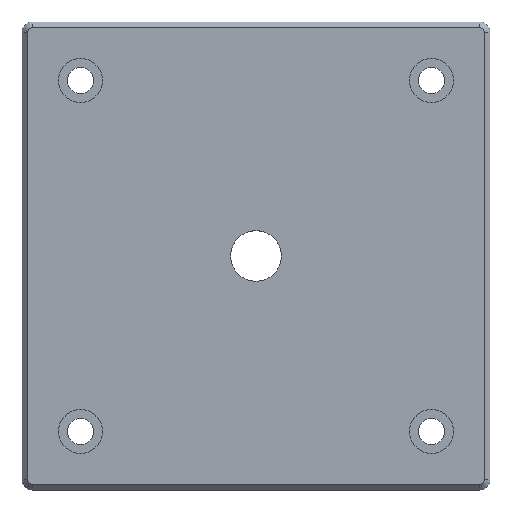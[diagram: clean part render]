
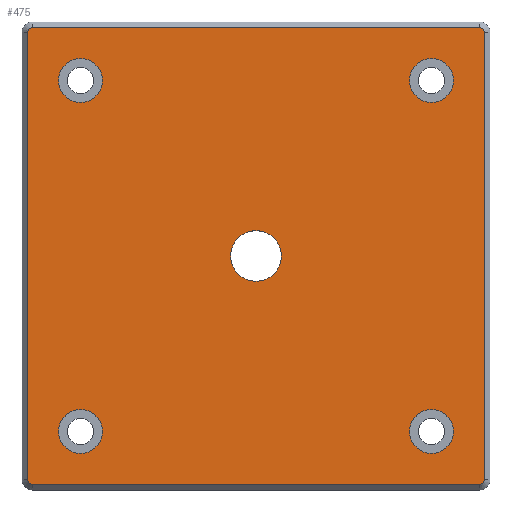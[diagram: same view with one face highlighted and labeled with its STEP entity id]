
A CAD part, top view. The second image highlights one B-rep face of the part: STEP entity #475.
In plain terms, the highlighted planar face has unit normal (0, 0, 1).
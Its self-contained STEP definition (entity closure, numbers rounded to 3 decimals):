
#51=CARTESIAN_POINT('',(76.5,-78.,7.5));
#52=VERTEX_POINT('',#51);
#59=CARTESIAN_POINT('',(-76.5,-78.0,7.5));
#60=VERTEX_POINT('',#59);
#61=CARTESIAN_POINT('',(76.5,-78.,7.5));
#62=DIRECTION('',(-1.0,0.0,0.0));
#63=VECTOR('',#62,153.0);
#64=LINE('',#61,#63);
#65=EDGE_CURVE('',#52,#60,#64,.T.);
#91=CARTESIAN_POINT('',(78.,-76.5,7.5));
#92=VERTEX_POINT('',#91);
#99=CARTESIAN_POINT('',(76.5,-76.5,7.5));
#100=DIRECTION('',(0.0,0.0,-1.));
#101=DIRECTION('',(0.707,-0.707,0.0));
#102=AXIS2_PLACEMENT_3D('',#99,#100,#101);
#103=CIRCLE('',#102,1.5);
#104=EDGE_CURVE('',#92,#52,#103,.T.);
#122=CARTESIAN_POINT('',(-78.,-76.5,7.5));
#123=VERTEX_POINT('',#122);
#140=CARTESIAN_POINT('',(-76.5,-76.5,7.5));
#141=DIRECTION('',(0.0,0.0,-1.));
#142=DIRECTION('',(-0.707,-0.707,0.0));
#143=AXIS2_PLACEMENT_3D('',#140,#141,#142);
#144=CIRCLE('',#143,1.5);
#145=EDGE_CURVE('',#60,#123,#144,.T.);
#157=CARTESIAN_POINT('',(78.,76.5,7.5));
#158=VERTEX_POINT('',#157);
#165=CARTESIAN_POINT('',(78.,76.5,7.5));
#166=DIRECTION('',(0.0,-1.0,0.0));
#167=VECTOR('',#166,153.);
#168=LINE('',#165,#167);
#169=EDGE_CURVE('',#158,#92,#168,.T.);
#186=CARTESIAN_POINT('',(-78.,76.5,7.5));
#187=VERTEX_POINT('',#186);
#203=CARTESIAN_POINT('',(-78.,-76.5,7.5));
#204=DIRECTION('',(0.0,1.0,0.0));
#205=VECTOR('',#204,153.0);
#206=LINE('',#203,#205);
#207=EDGE_CURVE('',#123,#187,#206,.T.);
#219=CARTESIAN_POINT('',(76.5,78.,7.5));
#220=VERTEX_POINT('',#219);
#227=CARTESIAN_POINT('',(76.5,76.5,7.5));
#228=DIRECTION('',(0.0,0.0,-1.));
#229=DIRECTION('',(0.707,0.707,0.0));
#230=AXIS2_PLACEMENT_3D('',#227,#228,#229);
#231=CIRCLE('',#230,1.5);
#232=EDGE_CURVE('',#220,#158,#231,.T.);
#250=CARTESIAN_POINT('',(-76.5,78.0,7.5));
#251=VERTEX_POINT('',#250);
#268=CARTESIAN_POINT('',(-76.5,76.5,7.5));
#269=DIRECTION('',(0.0,0.0,-1.0));
#270=DIRECTION('',(-0.707,0.707,0.0));
#271=AXIS2_PLACEMENT_3D('',#268,#269,#270);
#272=CIRCLE('',#271,1.5);
#273=EDGE_CURVE('',#187,#251,#272,.T.);
#291=CARTESIAN_POINT('',(-76.5,78.0,7.5));
#292=DIRECTION('',(1.0,0.0,0.0));
#293=VECTOR('',#292,153.0);
#294=LINE('',#291,#293);
#295=EDGE_CURVE('',#251,#220,#294,.T.);
#405=CARTESIAN_POINT('',(0.,0.,7.5));
#406=DIRECTION('',(0.0,0.0,1.0));
#407=DIRECTION('',(1.0,0.0,0.0));
#408=AXIS2_PLACEMENT_3D('',#405,#406,#407);
#409=PLANE('',#408);
#410=ORIENTED_EDGE('',*,*,#65,.F.);
#411=ORIENTED_EDGE('',*,*,#104,.F.);
#412=ORIENTED_EDGE('',*,*,#169,.F.);
#413=ORIENTED_EDGE('',*,*,#232,.F.);
#414=ORIENTED_EDGE('',*,*,#295,.F.);
#415=ORIENTED_EDGE('',*,*,#273,.F.);
#416=ORIENTED_EDGE('',*,*,#207,.F.);
#417=ORIENTED_EDGE('',*,*,#145,.F.);
#418=EDGE_LOOP('',(#410,#411,#412,#413,#414,#415,#416,#417));
#419=FACE_OUTER_BOUND('',#418,.T.);
#420=CARTESIAN_POINT('',(67.5,-60.,7.5));
#421=VERTEX_POINT('',#420);
#422=CARTESIAN_POINT('',(60.0,-60.,7.5));
#423=DIRECTION('',(0.0,0.0,-1.0));
#424=DIRECTION('',(1.0,0.0,0.0));
#425=AXIS2_PLACEMENT_3D('',#422,#423,#424);
#426=CIRCLE('',#425,7.5);
#427=EDGE_CURVE('',#421,#421,#426,.T.);
#428=ORIENTED_EDGE('',*,*,#427,.T.);
#429=EDGE_LOOP('',(#428));
#430=FACE_BOUND('',#429,.T.);
#431=CARTESIAN_POINT('',(-52.5,60.0,7.5));
#432=VERTEX_POINT('',#431);
#433=CARTESIAN_POINT('',(-60.,60.0,7.5));
#434=DIRECTION('',(0.0,0.0,-1.0));
#435=DIRECTION('',(1.0,0.0,0.0));
#436=AXIS2_PLACEMENT_3D('',#433,#434,#435);
#437=CIRCLE('',#436,7.5);
#438=EDGE_CURVE('',#432,#432,#437,.T.);
#439=ORIENTED_EDGE('',*,*,#438,.T.);
#440=EDGE_LOOP('',(#439));
#441=FACE_BOUND('',#440,.T.);
#442=CARTESIAN_POINT('',(-52.5,-60.0,7.5));
#443=VERTEX_POINT('',#442);
#444=CARTESIAN_POINT('',(-60.,-60.0,7.5));
#445=DIRECTION('',(0.0,0.0,-1.0));
#446=DIRECTION('',(1.0,0.0,0.0));
#447=AXIS2_PLACEMENT_3D('',#444,#445,#446);
#448=CIRCLE('',#447,7.5);
#449=EDGE_CURVE('',#443,#443,#448,.T.);
#450=ORIENTED_EDGE('',*,*,#449,.T.);
#451=EDGE_LOOP('',(#450));
#452=FACE_BOUND('',#451,.T.);
#453=CARTESIAN_POINT('',(67.5,60.,7.5));
#454=VERTEX_POINT('',#453);
#455=CARTESIAN_POINT('',(60.0,60.,7.5));
#456=DIRECTION('',(0.0,0.0,-1.0));
#457=DIRECTION('',(1.0,0.0,0.0));
#458=AXIS2_PLACEMENT_3D('',#455,#456,#457);
#459=CIRCLE('',#458,7.5);
#460=EDGE_CURVE('',#454,#454,#459,.T.);
#461=ORIENTED_EDGE('',*,*,#460,.T.);
#462=EDGE_LOOP('',(#461));
#463=FACE_BOUND('',#462,.T.);
#464=CARTESIAN_POINT('',(8.647,0.0,7.5));
#465=VERTEX_POINT('',#464);
#466=CARTESIAN_POINT('',(0.0,0.0,7.5));
#467=DIRECTION('',(0.0,0.0,-1.0));
#468=DIRECTION('',(1.0,0.0,0.0));
#469=AXIS2_PLACEMENT_3D('',#466,#467,#468);
#470=CIRCLE('',#469,8.647);
#471=EDGE_CURVE('',#465,#465,#470,.T.);
#472=ORIENTED_EDGE('',*,*,#471,.T.);
#473=EDGE_LOOP('',(#472));
#474=FACE_BOUND('',#473,.T.);
#475=ADVANCED_FACE('',(#419,#430,#441,#452,#463,#474),#409,.T.);
